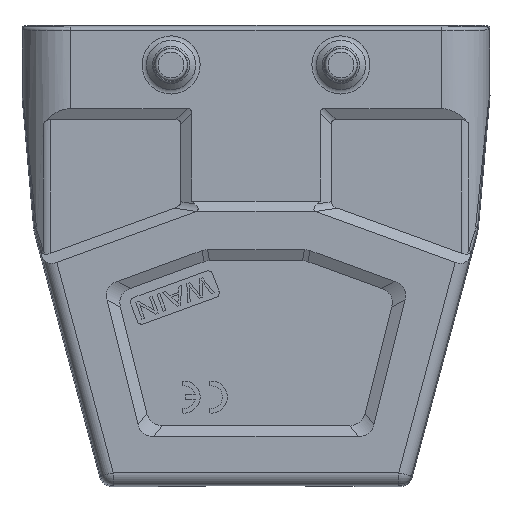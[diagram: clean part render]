
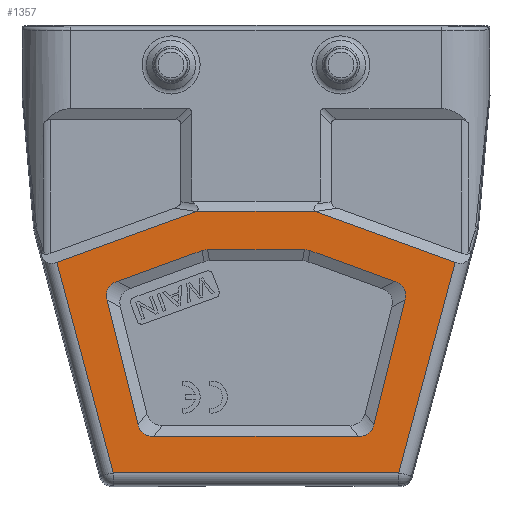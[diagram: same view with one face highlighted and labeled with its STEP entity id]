
A CAD part, front view. The second image highlights one B-rep face of the part: STEP entity #1357.
In plain terms, the highlighted planar face has unit normal (0, -1, 0).
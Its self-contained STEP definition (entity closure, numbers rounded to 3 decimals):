
#1357=ADVANCED_FACE('',(#1849,#1850),#1598,.F.);
#1598=PLANE('',#9211);
#1739=ELLIPSE('',#9193,12.156,5.);
#1740=ELLIPSE('',#9196,12.156,5.);
#1741=ELLIPSE('',#9199,12.766,5.);
#1742=ELLIPSE('',#9202,10.116,5.);
#1743=ELLIPSE('',#9205,10.116,5.);
#1744=ELLIPSE('',#9208,12.766,5.);
#1849=FACE_BOUND('',#2382,.T.);
#1850=FACE_BOUND('',#2383,.T.);
#2382=EDGE_LOOP('',(#6110,#6111,#6112,#6113,#6114,#6115,#6116,#6117,#6118,
#6119,#6120,#6121));
#2383=EDGE_LOOP('',(#6122,#6123,#6124,#6125,#6126,#6127));
#2898=LINE('',#14711,#3607);
#2916=LINE('',#14874,#3625);
#2917=LINE('',#14878,#3626);
#2919=LINE('',#14888,#3628);
#2940=LINE('',#15162,#3649);
#2941=LINE('',#15164,#3650);
#3075=LINE('',#15500,#3784);
#3078=LINE('',#15508,#3787);
#3081=LINE('',#15516,#3790);
#3084=LINE('',#15524,#3793);
#3087=LINE('',#15532,#3796);
#3089=LINE('',#15538,#3798);
#3607=VECTOR('',#10931,1.);
#3625=VECTOR('',#11049,1.);
#3626=VECTOR('',#11054,1.);
#3628=VECTOR('',#11066,1.);
#3649=VECTOR('',#11215,1.);
#3650=VECTOR('',#11218,1.);
#3784=VECTOR('',#11518,1.);
#3787=VECTOR('',#11527,1.);
#3790=VECTOR('',#11536,1.);
#3793=VECTOR('',#11545,1.);
#3796=VECTOR('',#11554,1.);
#3798=VECTOR('',#11562,1.);
#6110=ORIENTED_EDGE('',*,*,#8113,.F.);
#6111=ORIENTED_EDGE('',*,*,#8111,.T.);
#6112=ORIENTED_EDGE('',*,*,#8109,.F.);
#6113=ORIENTED_EDGE('',*,*,#8107,.F.);
#6114=ORIENTED_EDGE('',*,*,#8105,.F.);
#6115=ORIENTED_EDGE('',*,*,#8103,.T.);
#6116=ORIENTED_EDGE('',*,*,#8101,.F.);
#6117=ORIENTED_EDGE('',*,*,#8099,.F.);
#6118=ORIENTED_EDGE('',*,*,#8097,.F.);
#6119=ORIENTED_EDGE('',*,*,#8095,.F.);
#6120=ORIENTED_EDGE('',*,*,#8093,.T.);
#6121=ORIENTED_EDGE('',*,*,#8114,.F.);
#6122=ORIENTED_EDGE('',*,*,#7872,.T.);
#6123=ORIENTED_EDGE('',*,*,#7867,.T.);
#6124=ORIENTED_EDGE('',*,*,#7865,.F.);
#6125=ORIENTED_EDGE('',*,*,#7816,.F.);
#6126=ORIENTED_EDGE('',*,*,#7935,.F.);
#6127=ORIENTED_EDGE('',*,*,#7936,.T.);
#6745=VERTEX_POINT('',#14678);
#6756=VERTEX_POINT('',#14705);
#6790=VERTEX_POINT('',#14875);
#6791=VERTEX_POINT('',#14879);
#6793=VERTEX_POINT('',#14886);
#6827=VERTEX_POINT('',#15161);
#6928=VERTEX_POINT('',#15493);
#6929=VERTEX_POINT('',#15495);
#6930=VERTEX_POINT('',#15499);
#6931=VERTEX_POINT('',#15503);
#6932=VERTEX_POINT('',#15507);
#6933=VERTEX_POINT('',#15511);
#6934=VERTEX_POINT('',#15515);
#6935=VERTEX_POINT('',#15519);
#6936=VERTEX_POINT('',#15523);
#6937=VERTEX_POINT('',#15527);
#6938=VERTEX_POINT('',#15531);
#6939=VERTEX_POINT('',#15535);
#7816=EDGE_CURVE('',#6756,#6745,#2898,.T.);
#7865=EDGE_CURVE('',#6745,#6790,#2916,.T.);
#7867=EDGE_CURVE('',#6791,#6790,#2917,.T.);
#7872=EDGE_CURVE('',#6793,#6791,#2919,.T.);
#7935=EDGE_CURVE('',#6827,#6756,#2940,.T.);
#7936=EDGE_CURVE('',#6827,#6793,#2941,.T.);
#8093=EDGE_CURVE('',#6928,#6929,#1739,.T.);
#8095=EDGE_CURVE('',#6928,#6930,#3075,.T.);
#8097=EDGE_CURVE('',#6930,#6931,#1740,.T.);
#8099=EDGE_CURVE('',#6931,#6932,#3078,.T.);
#8101=EDGE_CURVE('',#6932,#6933,#1741,.T.);
#8103=EDGE_CURVE('',#6934,#6933,#3081,.T.);
#8105=EDGE_CURVE('',#6934,#6935,#1742,.T.);
#8107=EDGE_CURVE('',#6935,#6936,#3084,.T.);
#8109=EDGE_CURVE('',#6936,#6937,#1743,.T.);
#8111=EDGE_CURVE('',#6938,#6937,#3087,.T.);
#8113=EDGE_CURVE('',#6938,#6939,#1744,.T.);
#8114=EDGE_CURVE('',#6939,#6929,#3089,.T.);
#9193=AXIS2_PLACEMENT_3D('',#15496,#11513,#11514);
#9196=AXIS2_PLACEMENT_3D('',#15504,#11522,#11523);
#9199=AXIS2_PLACEMENT_3D('',#15512,#11531,#11532);
#9202=AXIS2_PLACEMENT_3D('',#15520,#11540,#11541);
#9205=AXIS2_PLACEMENT_3D('',#15528,#11549,#11550);
#9208=AXIS2_PLACEMENT_3D('',#15536,#11558,#11559);
#9211=AXIS2_PLACEMENT_3D('',#15540,#11565,#11566);
#10931=DIRECTION('',(1.,0.,0.));
#11049=DIRECTION('',(0.94,0.,-0.342));
#11054=DIRECTION('',(0.259,0.,0.966));
#11066=DIRECTION('',(1.,0.,0.));
#11215=DIRECTION('',(0.94,0.,0.342));
#11218=DIRECTION('',(0.259,0.,-0.966));
#11513=DIRECTION('',(0.,1.,0.));
#11514=DIRECTION('',(-0.624,0.,-0.782));
#11518=DIRECTION('',(1.,0.,0.));
#11522=DIRECTION('',(0.,-1.,0.));
#11523=DIRECTION('',(0.624,0.,-0.782));
#11527=DIRECTION('',(0.242,0.,0.97));
#11531=DIRECTION('',(0.,-1.,0.));
#11532=DIRECTION('',(-0.887,0.,-0.462));
#11536=DIRECTION('',(0.94,0.,-0.342));
#11540=DIRECTION('',(0.,-1.,0.));
#11541=DIRECTION('',(0.174,0.,0.985));
#11545=DIRECTION('',(-1.,0.,0.));
#11549=DIRECTION('',(0.,-1.,0.));
#11550=DIRECTION('',(-0.174,0.,0.985));
#11554=DIRECTION('',(0.94,0.,0.342));
#11558=DIRECTION('',(0.,-1.,0.));
#11559=DIRECTION('',(0.887,0.,-0.462));
#11562=DIRECTION('',(0.242,0.,-0.97));
#11565=DIRECTION('',(0.,1.,0.));
#11566=DIRECTION('',(1.,0.,0.));
#14678=CARTESIAN_POINT('',(9.211,-22.499,-29.055));
#14705=CARTESIAN_POINT('',(-9.211,-22.499,-29.055));
#14711=CARTESIAN_POINT('',(0.,-22.5,-29.057));
#14874=CARTESIAN_POINT('',(22.07,-22.5,-33.736));
#14875=CARTESIAN_POINT('',(31.065,-22.5,-37.01));
#14878=CARTESIAN_POINT('',(22.273,-22.5,-69.821));
#14879=CARTESIAN_POINT('',(22.273,-22.5,-69.821));
#14886=CARTESIAN_POINT('',(-22.273,-22.5,-69.821));
#14888=CARTESIAN_POINT('',(-22.273,-22.5,-69.821));
#15161=CARTESIAN_POINT('',(-31.065,-22.5,-37.01));
#15162=CARTESIAN_POINT('',(-22.07,-22.5,-33.736));
#15164=CARTESIAN_POINT('',(-31.065,-22.5,-37.01));
#15493=CARTESIAN_POINT('',(-15.977,-22.5,-64.151));
#15495=CARTESIAN_POINT('',(-18.398,-22.5,-62.277));
#15496=CARTESIAN_POINT('',(-9.991,-22.5,-54.151));
#15499=CARTESIAN_POINT('',(15.977,-22.5,-64.151));
#15500=CARTESIAN_POINT('',(-15.977,-22.5,-64.151));
#15503=CARTESIAN_POINT('',(18.398,-22.5,-62.277));
#15504=CARTESIAN_POINT('',(9.991,-22.5,-54.151));
#15507=CARTESIAN_POINT('',(23.224,-22.5,-42.895));
#15508=CARTESIAN_POINT('',(18.398,-22.5,-62.277));
#15511=CARTESIAN_POINT('',(21.647,-22.5,-39.967));
#15512=CARTESIAN_POINT('',(11.769,-22.5,-47.013));
#15515=CARTESIAN_POINT('',(8.414,-22.5,-35.151));
#15516=CARTESIAN_POINT('',(8.414,-22.5,-35.151));
#15519=CARTESIAN_POINT('',(7.559,-22.5,-35.));
#15520=CARTESIAN_POINT('',(6.237,-22.5,-45.));
#15523=CARTESIAN_POINT('',(-7.559,-22.5,-35.));
#15524=CARTESIAN_POINT('',(7.559,-22.5,-35.));
#15527=CARTESIAN_POINT('',(-8.414,-22.5,-35.151));
#15528=CARTESIAN_POINT('',(-6.237,-22.5,-45.));
#15531=CARTESIAN_POINT('',(-21.647,-22.5,-39.967));
#15532=CARTESIAN_POINT('',(-21.647,-22.5,-39.967));
#15535=CARTESIAN_POINT('',(-23.224,-22.5,-42.895));
#15536=CARTESIAN_POINT('',(-11.769,-22.5,-47.013));
#15538=CARTESIAN_POINT('',(-23.224,-22.5,-42.895));
#15540=CARTESIAN_POINT('',(0.,-22.5,0.));
